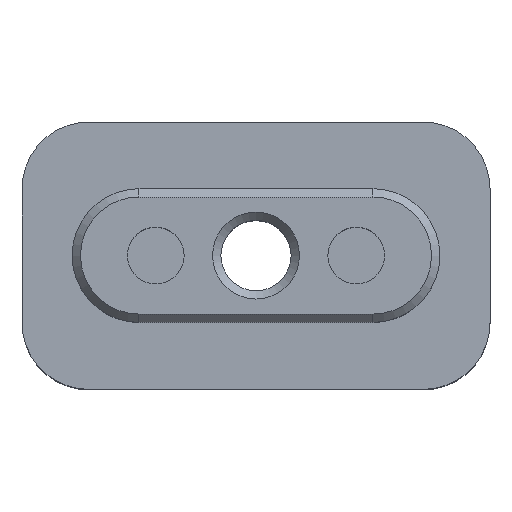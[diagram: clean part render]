
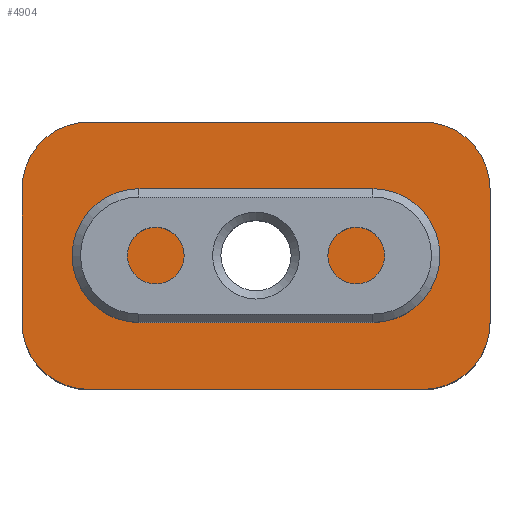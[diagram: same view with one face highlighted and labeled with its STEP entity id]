
A CAD part, top view. The second image highlights one B-rep face of the part: STEP entity #4904.
In plain terms, the highlighted planar face has unit normal (0, 0, 1).
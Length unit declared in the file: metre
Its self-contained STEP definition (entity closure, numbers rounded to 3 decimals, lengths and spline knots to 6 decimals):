
#100=CIRCLE('',#5203,0.004);
#101=CIRCLE('',#5204,0.004);
#102=CIRCLE('',#5205,0.004);
#103=CIRCLE('',#5206,0.004);
#345=ORIENTED_EDGE('',*,*,#1783,.F.);
#346=ORIENTED_EDGE('',*,*,#1784,.F.);
#347=ORIENTED_EDGE('',*,*,#1785,.T.);
#348=ORIENTED_EDGE('',*,*,#1786,.T.);
#349=ORIENTED_EDGE('',*,*,#1781,.T.);
#350=ORIENTED_EDGE('',*,*,#1787,.T.);
#351=ORIENTED_EDGE('',*,*,#1788,.T.);
#352=ORIENTED_EDGE('',*,*,#1789,.T.);
#353=ORIENTED_EDGE('',*,*,#1790,.F.);
#354=ORIENTED_EDGE('',*,*,#1791,.T.);
#355=ORIENTED_EDGE('',*,*,#1792,.F.);
#356=ORIENTED_EDGE('',*,*,#1793,.T.);
#1781=EDGE_CURVE('',#2501,#2500,#2983,.T.);
#1783=EDGE_CURVE('',#2502,#2503,#2985,.T.);
#1784=EDGE_CURVE('',#2504,#2502,#2986,.T.);
#1785=EDGE_CURVE('',#2504,#2505,#2987,.T.);
#1786=EDGE_CURVE('',#2505,#2503,#2988,.T.);
#1787=EDGE_CURVE('',#2500,#2506,#100,.T.);
#1788=EDGE_CURVE('',#2506,#2507,#2989,.T.);
#1789=EDGE_CURVE('',#2507,#2508,#101,.T.);
#1790=EDGE_CURVE('',#2509,#2508,#2990,.T.);
#1791=EDGE_CURVE('',#2509,#2510,#102,.T.);
#1792=EDGE_CURVE('',#2511,#2510,#2991,.T.);
#1793=EDGE_CURVE('',#2511,#2501,#103,.T.);
#2500=VERTEX_POINT('',#7265);
#2501=VERTEX_POINT('',#7267);
#2502=VERTEX_POINT('',#7271);
#2503=VERTEX_POINT('',#7272);
#2504=VERTEX_POINT('',#7274);
#2505=VERTEX_POINT('',#7276);
#2506=VERTEX_POINT('',#7279);
#2507=VERTEX_POINT('',#7281);
#2508=VERTEX_POINT('',#7283);
#2509=VERTEX_POINT('',#7285);
#2510=VERTEX_POINT('',#7287);
#2511=VERTEX_POINT('',#7289);
#2983=LINE('',#7266,#3529);
#2985=LINE('',#7270,#3531);
#2986=LINE('',#7273,#3532);
#2987=LINE('',#7275,#3533);
#2988=LINE('',#7277,#3534);
#2989=LINE('',#7280,#3535);
#2990=LINE('',#7284,#3536);
#2991=LINE('',#7288,#3537);
#3529=VECTOR('',#5750,1.);
#3531=VECTOR('',#5754,1.);
#3532=VECTOR('',#5755,1.);
#3533=VECTOR('',#5756,1.);
#3534=VECTOR('',#5757,1.);
#3535=VECTOR('',#5760,1.);
#3536=VECTOR('',#5763,1.);
#3537=VECTOR('',#5766,1.);
#4023=EDGE_LOOP('',(#345,#346,#347,#348));
#4024=EDGE_LOOP('',(#349,#350,#351,#352,#353,#354,#355,#356));
#4365=FACE_BOUND('',#4023,.T.);
#4366=FACE_BOUND('',#4024,.T.);
#4707=PLANE('',#5202);
#4904=ADVANCED_FACE('',(#4365,#4366),#4707,.T.);
#5202=AXIS2_PLACEMENT_3D('',#7269,#5752,#5753);
#5203=AXIS2_PLACEMENT_3D('',#7278,#5758,#5759);
#5204=AXIS2_PLACEMENT_3D('',#7282,#5761,#5762);
#5205=AXIS2_PLACEMENT_3D('',#7286,#5764,#5765);
#5206=AXIS2_PLACEMENT_3D('',#7290,#5767,#5768);
#5750=DIRECTION('',(0.,1.,0.));
#5752=DIRECTION('',(0.,0.,1.));
#5753=DIRECTION('',(1.,0.,0.));
#5754=DIRECTION('',(-1.,0.,0.));
#5755=DIRECTION('',(0.,1.,0.));
#5756=DIRECTION('',(-1.,0.,0.));
#5757=DIRECTION('',(0.,1.,0.));
#5758=DIRECTION('',(0.,0.,1.));
#5759=DIRECTION('',(1.,0.,0.));
#5760=DIRECTION('',(-1.,0.,0.));
#5761=DIRECTION('',(0.,0.,1.));
#5762=DIRECTION('',(1.,0.,0.));
#5763=DIRECTION('',(0.,1.,0.));
#5764=DIRECTION('',(0.,0.,1.));
#5765=DIRECTION('',(1.,0.,0.));
#5766=DIRECTION('',(-1.,0.,0.));
#5767=DIRECTION('',(0.,0.,1.));
#5768=DIRECTION('',(1.,0.,0.));
#7265=CARTESIAN_POINT('',(0.014,0.,0.0195));
#7266=CARTESIAN_POINT('',(0.014,-0.008,0.0195));
#7267=CARTESIAN_POINT('',(0.014,-0.008,0.0195));
#7269=CARTESIAN_POINT('',(-0.009,-0.008,0.0195));
#7270=CARTESIAN_POINT('',(0.009,0.,0.0195));
#7271=CARTESIAN_POINT('',(0.004,0.,0.0195));
#7272=CARTESIAN_POINT('',(-0.004,0.,0.0195));
#7273=CARTESIAN_POINT('',(0.004,-0.008,0.0195));
#7274=CARTESIAN_POINT('',(0.004,-0.008,0.0195));
#7275=CARTESIAN_POINT('',(0.009,-0.008,0.0195));
#7276=CARTESIAN_POINT('',(-0.004,-0.008,0.0195));
#7277=CARTESIAN_POINT('',(-0.004,-0.008,0.0195));
#7278=CARTESIAN_POINT('',(0.01,0.,0.0195));
#7279=CARTESIAN_POINT('',(0.01,0.004,0.0195));
#7280=CARTESIAN_POINT('',(0.009,0.004,0.0195));
#7281=CARTESIAN_POINT('',(-0.01,0.004,0.0195));
#7282=CARTESIAN_POINT('',(-0.01,0.,0.0195));
#7283=CARTESIAN_POINT('',(-0.014,0.,0.0195));
#7284=CARTESIAN_POINT('',(-0.014,-0.008,0.0195));
#7285=CARTESIAN_POINT('',(-0.014,-0.008,0.0195));
#7286=CARTESIAN_POINT('',(-0.01,-0.008,0.0195));
#7287=CARTESIAN_POINT('',(-0.01,-0.012,0.0195));
#7288=CARTESIAN_POINT('',(0.009,-0.012,0.0195));
#7289=CARTESIAN_POINT('',(0.01,-0.012,0.0195));
#7290=CARTESIAN_POINT('',(0.01,-0.008,0.0195));
